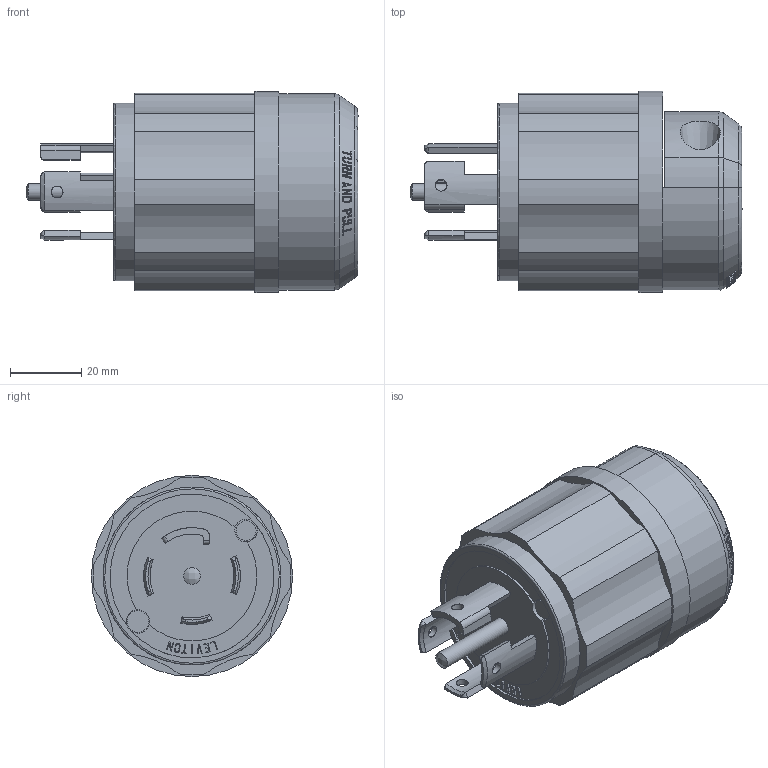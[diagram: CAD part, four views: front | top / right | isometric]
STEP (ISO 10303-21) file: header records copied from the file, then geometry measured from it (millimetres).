
FILE_DESCRIPTION (( 'STEP AP214' ), '1' );
FILE_NAME ('CATSTD-02811-000-M01.STEP', '2020-03-24T13:06:37', ( '' ), ( '' ), 'SwSTEP 2.0', 'SolidWorks 2017', '' );
FILE_SCHEMA (( 'AUTOMOTIVE_DESIGN' ));
Length unit declared in the file: inch
Products named in the file (2): CATSTD-02811-000-M01
Bounding box: 93.28 x 56.52 x 56.52 mm (x, y, z)
Surface area: 22283 mm2 (no closed solid volume)
Topology: 0 solids, 2 shells, 838 faces, 2328 edges, 1554 vertices
Faces by surface type: plane 663, cylinder 128, cone 30, bspline 17
Full cylindrical faces by diameter (mm): 3.302 x4, 4.75 x1, 5.588 x1, 6.096 x1, 6.35 x1, 6.602 x1, 49.987 x1, 56.515 x1
Entity records: 39281 total; most frequent: CARTESIAN_POINT 7506, ORIENTED_EDGE 4604, DIRECTION 3882, EDGE_CURVE 2305, LINE 1564, VECTOR 1564, VERTEX_POINT 1545, AXIS2_PLACEMENT_3D 1159
